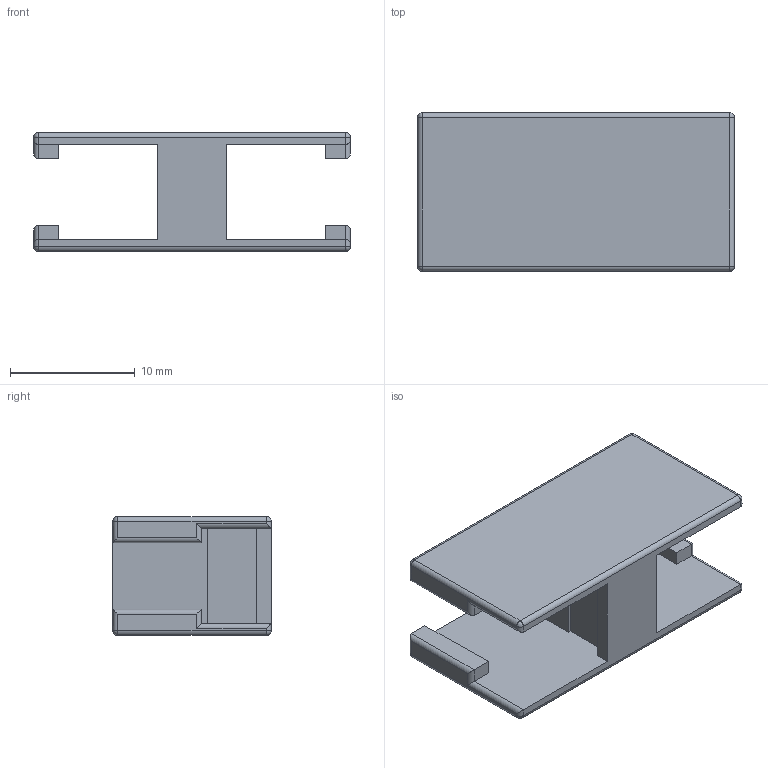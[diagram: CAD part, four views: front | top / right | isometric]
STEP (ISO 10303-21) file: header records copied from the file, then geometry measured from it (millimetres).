
FILE_DESCRIPTION (( 'STEP AP214' ), '1' );
FILE_NAME ('FOC-SC.STEP', '2006-08-30T13:06:26', ( 'L-COM' ), ( 'L-COM' ), 'SwSTEP 2.0', 'SolidWorks 2006052', '' );
FILE_SCHEMA (( 'AUTOMOTIVE_DESIGN' ));
Length unit declared in the file: inch
Products named in the file (1): FOC-SC
Bounding box: 25.4 x 12.7 x 9.53 mm (x, y, z)
Volume: 937.2 mm3; surface area: 1851.4 mm2
Topology: 1 solids, 1 shells, 75 faces, 184 edges, 104 vertices
Faces by surface type: plane 39, cylinder 28, sphere 8
Entity records: 2348 total; most frequent: CARTESIAN_POINT 404, ORIENTED_EDGE 352, DIRECTION 336, EDGE_CURVE 176, VECTOR 136, LINE 136, VERTEX_POINT 104, AXIS2_PLACEMENT_3D 100
